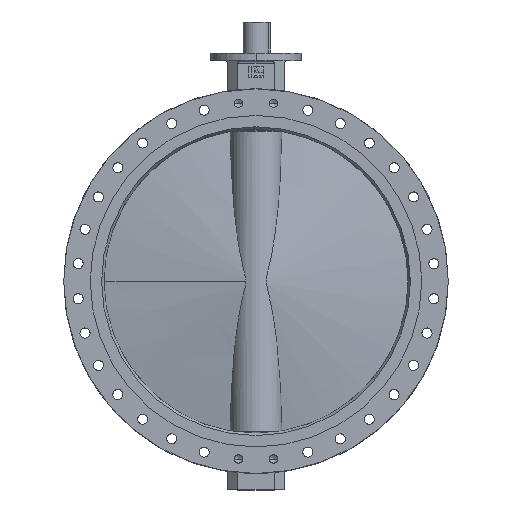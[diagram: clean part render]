
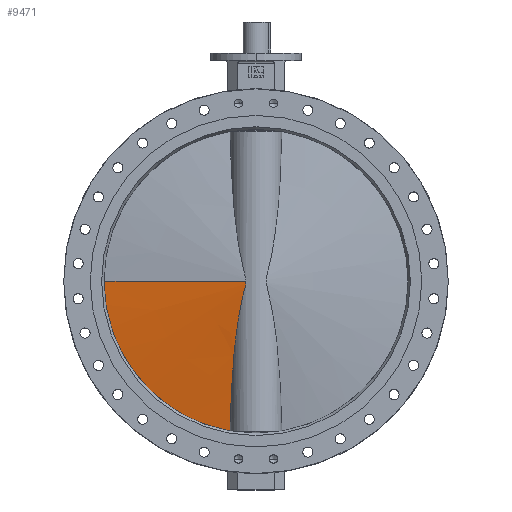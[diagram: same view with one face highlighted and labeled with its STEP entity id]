
A CAD part, top view. The second image highlights one B-rep face of the part: STEP entity #9471.
In plain terms, the highlighted conical face has half-angle 81.264 degrees and reference radius 588.952 mm.
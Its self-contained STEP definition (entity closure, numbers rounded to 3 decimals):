
#1840 = AXIS2_PLACEMENT_3D ( 'NONE', #4245, #4246, #4244 ) ;
#3497 = CARTESIAN_POINT ( 'NONE',  ( -91.965, 0., -39.274 ) ) ;
#3507 = CARTESIAN_POINT ( 'NONE',  ( -7.758, -578.751, -99.699 ) ) ;
#3512 = CARTESIAN_POINT ( 'NONE',  ( -7.758, 0., -587.275 ) ) ;
#4244 = DIRECTION ( 'NONE',  ( 0., 0., -1. ) ) ;
#4245 = CARTESIAN_POINT ( 'NONE',  ( -7.5, 0., 0. ) ) ;
#4246 = DIRECTION ( 'NONE',  ( 1., 0., 0. ) ) ;
#4543 = FACE_OUTER_BOUND ( 'NONE', #10488, .T. ) ;
#4554 = CONICAL_SURFACE ( 'NONE', #1840, 588.952, 1.418 ) ;
#5668 = AXIS2_PLACEMENT_3D ( 'NONE', #7099, #7100, #7101 ) ;
#7052 = CARTESIAN_POINT ( 'NONE',  ( -91.965, 0., -39.274 ) ) ;
#7053 = CARTESIAN_POINT ( 'NONE',  ( -91.965, -1.52, -39.274 ) ) ;
#7057 = CARTESIAN_POINT ( 'NONE',  ( -91.944, -3.052, -39.324 ) ) ;
#7058 = CARTESIAN_POINT ( 'NONE',  ( -91.88, -5.367, -39.473 ) ) ;
#7059 = CARTESIAN_POINT ( 'NONE',  ( -91.853, -6.143, -39.535 ) ) ;
#7060 = CARTESIAN_POINT ( 'NONE',  ( -91.79, -7.685, -39.68 ) ) ;
#7061 = CARTESIAN_POINT ( 'NONE',  ( -91.754, -8.453, -39.764 ) ) ;
#7062 = CARTESIAN_POINT ( 'NONE',  ( -91.552, -12.281, -40.229 ) ) ;
#7063 = CARTESIAN_POINT ( 'NONE',  ( -91.322, -15.304, -40.752 ) ) ;
#7064 = CARTESIAN_POINT ( 'NONE',  ( -90.781, -21.31, -41.943 ) ) ;
#7065 = CARTESIAN_POINT ( 'NONE',  ( -90.47, -24.292, -42.612 ) ) ;
#7066 = CARTESIAN_POINT ( 'NONE',  ( -89.802, -30.241, -44.001 ) ) ;
#7067 = CARTESIAN_POINT ( 'NONE',  ( -89.445, -33.207, -44.724 ) ) ;
#7068 = CARTESIAN_POINT ( 'NONE',  ( -88.703, -39.134, -46.178 ) ) ;
#7069 = CARTESIAN_POINT ( 'NONE',  ( -88.318, -42.095, -46.91 ) ) ;
#7070 = CARTESIAN_POINT ( 'NONE',  ( -87.531, -48.017, -48.364 ) ) ;
#7071 = CARTESIAN_POINT ( 'NONE',  ( -87.128, -50.978, -49.086 ) ) ;
#7072 = CARTESIAN_POINT ( 'NONE',  ( -85.902, -59.866, -51.221 ) ) ;
#7073 = CARTESIAN_POINT ( 'NONE',  ( -85.061, -65.797, -52.603 ) ) ;
#7074 = CARTESIAN_POINT ( 'NONE',  ( -82.504, -83.615, -56.596 ) ) ;
#7075 = CARTESIAN_POINT ( 'NONE',  ( -80.753, -95.529, -59.053 ) ) ;
#7076 = CARTESIAN_POINT ( 'NONE',  ( -78.101, -113.45, -62.468 ) ) ;
#7077 = CARTESIAN_POINT ( 'NONE',  ( -77.212, -119.432, -63.562 ) ) ;
#7078 = CARTESIAN_POINT ( 'NONE',  ( -75.428, -131.411, -65.67 ) ) ;
#7079 = CARTESIAN_POINT ( 'NONE',  ( -74.532, -137.409, -66.684 ) ) ;
#7080 = CARTESIAN_POINT ( 'NONE',  ( -71.838, -155.408, -69.616 ) ) ;
#7081 = CARTESIAN_POINT ( 'NONE',  ( -70.034, -167.421, -71.424 ) ) ;
#7082 = CARTESIAN_POINT ( 'NONE',  ( -66.416, -191.468, -74.8 ) ) ;
#7083 = CARTESIAN_POINT ( 'NONE',  ( -64.603, -203.502, -76.367 ) ) ;
#7084 = CARTESIAN_POINT ( 'NONE',  ( -59.151, -239.634, -80.765 ) ) ;
#7085 = CARTESIAN_POINT ( 'NONE',  ( -55.503, -263.759, -83.292 ) ) ;
#7086 = CARTESIAN_POINT ( 'NONE',  ( -48.194, -312.067, -87.725 ) ) ;
#7087 = CARTESIAN_POINT ( 'NONE',  ( -44.531, -336.251, -89.628 ) ) ;
#7088 = CARTESIAN_POINT ( 'NONE',  ( -37.195, -384.667, -92.912 ) ) ;
#7089 = CARTESIAN_POINT ( 'NONE',  ( -33.522, -408.899, -94.293 ) ) ;
#7090 = CARTESIAN_POINT ( 'NONE',  ( -28.005, -445.281, -96.018 ) ) ;
#7091 = CARTESIAN_POINT ( 'NONE',  ( -26.165, -457.411, -96.535 ) ) ;
#7092 = CARTESIAN_POINT ( 'NONE',  ( -22.486, -481.673, -97.458 ) ) ;
#7093 = CARTESIAN_POINT ( 'NONE',  ( -20.645, -493.806, -97.864 ) ) ;
#7094 = CARTESIAN_POINT ( 'NONE',  ( -15.124, -530.205, -98.921 ) ) ;
#7095 = CARTESIAN_POINT ( 'NONE',  ( -11.441, -554.476, -99.412 ) ) ;
#7096 = CARTESIAN_POINT ( 'NONE',  ( -7.758, -578.751, -99.699 ) ) ;
#7097 = CARTESIAN_POINT ( 'NONE',  ( -7.5, 0., -588.952 ) ) ;
#7098 = DIRECTION ( 'NONE',  ( 0.152, 0., -0.988 ) ) ;
#7099 = CARTESIAN_POINT ( 'NONE',  ( -7.758, 0., 0. ) ) ;
#7100 = DIRECTION ( 'NONE',  ( -1., 0., 0. ) ) ;
#7101 = DIRECTION ( 'NONE',  ( 0., 0., 1. ) ) ;
#7340 = CIRCLE ( 'NONE', #5668, 587.275 ) ;
#7349 = LINE ( 'NONE', #7097, #7350 ) ;
#7350 = VECTOR ( 'NONE', #7098, 1000. ) ;
#7702 = ORIENTED_EDGE ( 'NONE', *, *, #12317, .F. ) ;
#7703 = ORIENTED_EDGE ( 'NONE', *, *, #12318, .T. ) ;
#7704 = ORIENTED_EDGE ( 'NONE', *, *, #12319, .T. ) ;
#8963 = VERTEX_POINT ( 'NONE', #3497 ) ;
#8973 = VERTEX_POINT ( 'NONE', #3507 ) ;
#8978 = VERTEX_POINT ( 'NONE', #3512 ) ;
#9471 = ADVANCED_FACE ( 'NONE', ( #4543 ), #4554, .T. ) ;
#9770 = B_SPLINE_CURVE_WITH_KNOTS ( 'NONE', 3,
 ( #7052, #7053, #7057, #7058, #7059, #7060, #7061, #7062, #7063, #7064, #7065, #7066, #7067, #7068, #7069, #7070, #7071, #7072, #7073, #7074, #7075, #7076, #7077, #7078, #7079, #7080, #7081, #7082, #7083, #7084, #7085, #7086, #7087, #7088, #7089, #7090, #7091, #7092, #7093, #7094, #7095, #7096 ),
 .UNSPECIFIED., .F., .F.,
 ( 4, 2, 2, 2, 2, 2, 2, 2, 2, 2, 2, 2, 2, 2, 2, 2, 2, 2, 2, 2, 4 ),
 ( 0.65, 0.654, 0.656, 0.659, 0.668, 0.676, 0.685, 0.694, 0.703, 0.721, 0.757, 0.775, 0.792, 0.828, 0.864, 0.935, 1.007, 1.078, 1.114, 1.149, 1.221 ),
 .UNSPECIFIED. ) ;
#10488 = EDGE_LOOP ( 'NONE', ( #7702, #7703, #7704 ) ) ;
#12317 = EDGE_CURVE ( 'NONE', #8963, #8973, #9770, .T. ) ;
#12318 = EDGE_CURVE ( 'NONE', #8963, #8978, #7349, .T. ) ;
#12319 = EDGE_CURVE ( 'NONE', #8978, #8973, #7340, .T. ) ;
